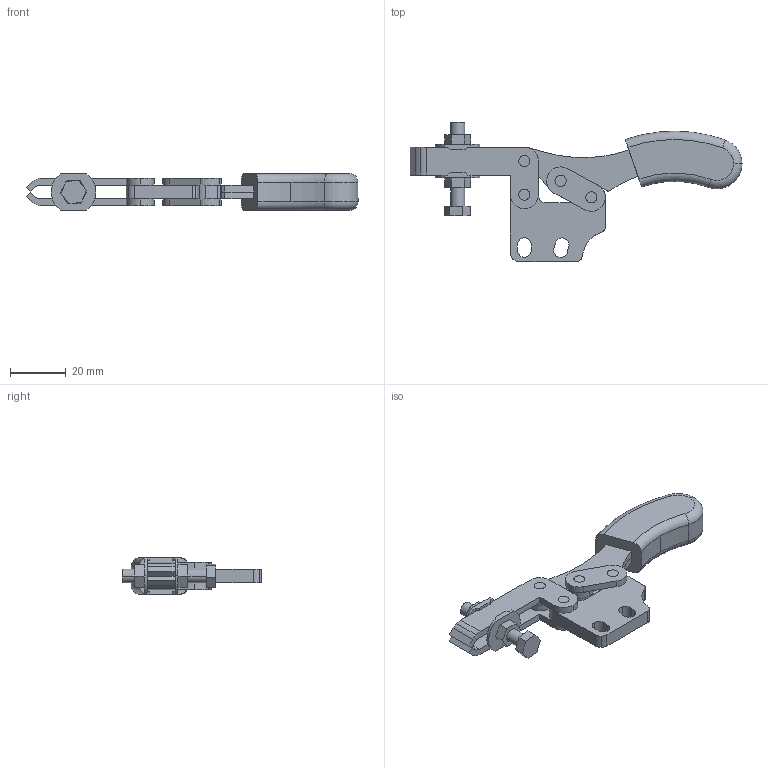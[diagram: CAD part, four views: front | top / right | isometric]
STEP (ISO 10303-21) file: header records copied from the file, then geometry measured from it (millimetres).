
FILE_DESCRIPTION((''),'2;1');
FILE_NAME('MH2U.stp','2006-07-12T08:44:00',('Matthew'),(''),'Autodesk Inventor 8','Autodesk Inventor 8','');
FILE_SCHEMA(('AUTOMOTIVE_DESIGN { 1 0 10303 214 1 1 1 1 }'));
Length unit declared in the file: millimetre
Products named in the file (7): MH2U; MH2U1; MH2U2; MH2U3; MH2U4; MH2U5; MH2U6
Assembly tree (6 placements, depth 2):
  MH2U
    MH2U1
    MH2U2
    MH2U3
    MH2U4
    MH2U5
    MH2U6
Bounding box: 119 x 49.88 x 13 mm (x, y, z)
Volume: 19585.9 mm3; surface area: 12260.2 mm2
Topology: 7 solids, 7 shells, 225 faces, 579 edges, 382 vertices
Faces by surface type: plane 76, cylinder 74, bspline 67, torus 8
Entity records: 7599 total; most frequent: CARTESIAN_POINT 1890, DIRECTION 1161, ORIENTED_EDGE 1158, EDGE_CURVE 579, AXIS2_PLACEMENT_3D 411, VERTEX_POINT 382, VECTOR 339, LINE 339
